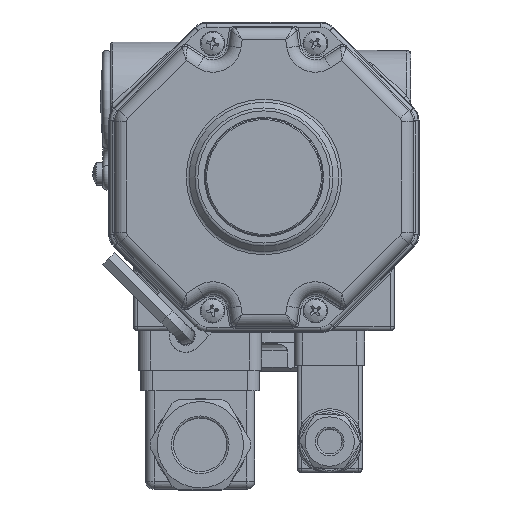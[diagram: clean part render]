
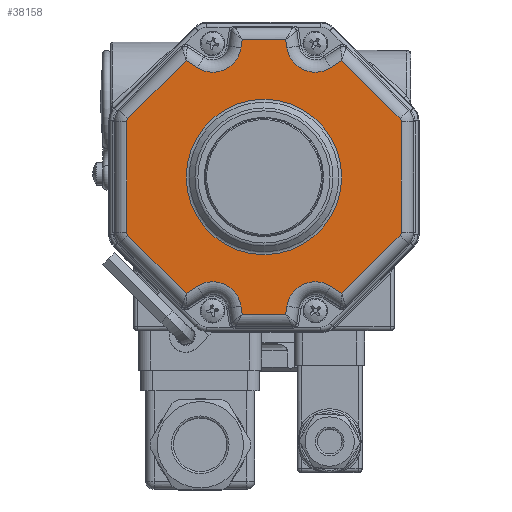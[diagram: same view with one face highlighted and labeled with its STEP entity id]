
A CAD part, top view. The second image highlights one B-rep face of the part: STEP entity #38158.
In plain terms, the highlighted face is planar.
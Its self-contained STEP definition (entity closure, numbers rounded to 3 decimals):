
#4068=LINE('',#79510,#6535);
#4071=LINE('',#79517,#6538);
#4072=LINE('',#79528,#6539);
#4075=LINE('',#79552,#6542);
#4076=LINE('',#79636,#6543);
#4079=LINE('',#79657,#6546);
#4080=LINE('',#79774,#6547);
#4083=LINE('',#79781,#6550);
#4084=LINE('',#79806,#6551);
#4087=LINE('',#79830,#6554);
#4088=LINE('',#79961,#6555);
#4091=LINE('',#79968,#6558);
#4092=LINE('',#80038,#6559);
#4095=LINE('',#80045,#6562);
#4096=LINE('',#80076,#6563);
#4099=LINE('',#80096,#6566);
#6535=VECTOR('',#60643,1000.);
#6538=VECTOR('',#60650,1000.);
#6539=VECTOR('',#60663,1000.);
#6542=VECTOR('',#60670,1000.);
#6543=VECTOR('',#60683,1000.);
#6546=VECTOR('',#60688,1000.);
#6547=VECTOR('',#60697,1000.);
#6550=VECTOR('',#60704,1000.);
#6551=VECTOR('',#60715,1000.);
#6554=VECTOR('',#60722,1000.);
#6555=VECTOR('',#60729,1000.);
#6558=VECTOR('',#60736,1000.);
#6559=VECTOR('',#60751,1000.);
#6562=VECTOR('',#60758,1000.);
#6563=VECTOR('',#60777,1000.);
#6566=VECTOR('',#60782,1000.);
#15395=ORIENTED_EDGE('',*,*,#22341,.T.);
#15396=ORIENTED_EDGE('',*,*,#22520,.T.);
#15397=ORIENTED_EDGE('',*,*,#22331,.T.);
#15398=ORIENTED_EDGE('',*,*,#22327,.T.);
#15399=ORIENTED_EDGE('',*,*,#22333,.T.);
#15400=ORIENTED_EDGE('',*,*,#22336,.T.);
#15401=ORIENTED_EDGE('',*,*,#22343,.T.);
#15402=ORIENTED_EDGE('',*,*,#22348,.T.);
#15403=ORIENTED_EDGE('',*,*,#22358,.T.);
#15404=ORIENTED_EDGE('',*,*,#22364,.T.);
#15405=ORIENTED_EDGE('',*,*,#22367,.T.);
#15406=ORIENTED_EDGE('',*,*,#22378,.T.);
#15407=ORIENTED_EDGE('',*,*,#22389,.T.);
#15408=ORIENTED_EDGE('',*,*,#22395,.T.);
#15409=ORIENTED_EDGE('',*,*,#22401,.T.);
#15410=ORIENTED_EDGE('',*,*,#22405,.T.);
#15411=ORIENTED_EDGE('',*,*,#22399,.T.);
#15412=ORIENTED_EDGE('',*,*,#22393,.T.);
#15413=ORIENTED_EDGE('',*,*,#22387,.T.);
#15414=ORIENTED_EDGE('',*,*,#22382,.T.);
#15415=ORIENTED_EDGE('',*,*,#22372,.T.);
#15416=ORIENTED_EDGE('',*,*,#22521,.T.);
#15417=ORIENTED_EDGE('',*,*,#22362,.T.);
#15418=ORIENTED_EDGE('',*,*,#22352,.T.);
#15419=ORIENTED_EDGE('',*,*,#22522,.T.);
#22327=EDGE_CURVE('',#26390,#26392,#4068,.T.);
#22331=EDGE_CURVE('',#26393,#26390,#4071,.T.);
#22333=EDGE_CURVE('',#26392,#26396,#29307,.T.);
#22336=EDGE_CURVE('',#26396,#26398,#4072,.T.);
#22341=EDGE_CURVE('',#26399,#26402,#4075,.T.);
#22343=EDGE_CURVE('',#26398,#26404,#29312,.T.);
#22348=EDGE_CURVE('',#26404,#26407,#4076,.T.);
#22352=EDGE_CURVE('',#26408,#26399,#4079,.T.);
#22358=EDGE_CURVE('',#26407,#26413,#4080,.T.);
#22362=EDGE_CURVE('',#26414,#26408,#4083,.T.);
#22364=EDGE_CURVE('',#26413,#26417,#29320,.T.);
#22367=EDGE_CURVE('',#26417,#26419,#4084,.T.);
#22372=EDGE_CURVE('',#26420,#26423,#4087,.T.);
#22378=EDGE_CURVE('',#26419,#26427,#4088,.T.);
#22382=EDGE_CURVE('',#26428,#26420,#4091,.T.);
#22387=EDGE_CURVE('',#26431,#26428,#29329,.T.);
#22389=EDGE_CURVE('',#26427,#26434,#4092,.T.);
#22393=EDGE_CURVE('',#26435,#26431,#4095,.T.);
#22395=EDGE_CURVE('',#26434,#26438,#29333,.T.);
#22399=EDGE_CURVE('',#26439,#26435,#29337,.T.);
#22401=EDGE_CURVE('',#26438,#26442,#4096,.T.);
#22405=EDGE_CURVE('',#26442,#26439,#4099,.T.);
#22520=EDGE_CURVE('',#26402,#26393,#29372,.T.);
#22521=EDGE_CURVE('',#26423,#26414,#29373,.T.);
#22522=EDGE_CURVE('',#26506,#26506,#29374,.T.);
#26390=VERTEX_POINT('',#79490);
#26392=VERTEX_POINT('',#79509);
#26393=VERTEX_POINT('',#79514);
#26396=VERTEX_POINT('',#79521);
#26398=VERTEX_POINT('',#79527);
#26399=VERTEX_POINT('',#79546);
#26402=VERTEX_POINT('',#79551);
#26404=VERTEX_POINT('',#79556);
#26407=VERTEX_POINT('',#79635);
#26408=VERTEX_POINT('',#79654);
#26413=VERTEX_POINT('',#79773);
#26414=VERTEX_POINT('',#79778);
#26417=VERTEX_POINT('',#79785);
#26419=VERTEX_POINT('',#79805);
#26420=VERTEX_POINT('',#79824);
#26423=VERTEX_POINT('',#79829);
#26427=VERTEX_POINT('',#79960);
#26428=VERTEX_POINT('',#79965);
#26431=VERTEX_POINT('',#80030);
#26434=VERTEX_POINT('',#80037);
#26435=VERTEX_POINT('',#80042);
#26438=VERTEX_POINT('',#80049);
#26439=VERTEX_POINT('',#80054);
#26442=VERTEX_POINT('',#80075);
#26506=VERTEX_POINT('',#80362);
#29307=CIRCLE('',#50869,1.);
#29312=CIRCLE('',#50877,1.);
#29320=CIRCLE('',#50890,7.);
#29329=CIRCLE('',#50904,1.);
#29333=CIRCLE('',#50911,7.);
#29337=CIRCLE('',#50916,1.);
#29372=CIRCLE('',#51003,7.);
#29373=CIRCLE('',#51004,7.);
#29374=CIRCLE('',#51005,18.914);
#31876=EDGE_LOOP('',(#15395,#15396,#15397,#15398,#15399,#15400,#15401,#15402,
#15403,#15404,#15405,#15406,#15407,#15408,#15409,#15410,#15411,#15412,#15413,
#15414,#15415,#15416,#15417,#15418));
#31877=EDGE_LOOP('',(#15419));
#34742=FACE_BOUND('',#31876,.T.);
#34743=FACE_BOUND('',#31877,.T.);
#36024=PLANE('',#51002);
#38158=ADVANCED_FACE('',(#34742,#34743),#36024,.T.);
#50869=AXIS2_PLACEMENT_3D('',#79522,#60655,#60656);
#50877=AXIS2_PLACEMENT_3D('',#79557,#60675,#60676);
#50890=AXIS2_PLACEMENT_3D('',#79786,#60709,#60710);
#50904=AXIS2_PLACEMENT_3D('',#80033,#60745,#60746);
#50911=AXIS2_PLACEMENT_3D('',#80050,#60763,#60764);
#50916=AXIS2_PLACEMENT_3D('',#80057,#60773,#60774);
#51002=AXIS2_PLACEMENT_3D('',#80358,#61029,#61030);
#51003=AXIS2_PLACEMENT_3D('',#80359,#61031,#61032);
#51004=AXIS2_PLACEMENT_3D('',#80360,#61033,#61034);
#51005=AXIS2_PLACEMENT_3D('',#80361,#61035,#61036);
#60643=DIRECTION('',(-0.707,0.,0.707));
#60650=DIRECTION('',(-0.844,0.,-0.536));
#60655=DIRECTION('',(0.,1.,0.));
#60656=DIRECTION('',(0.,0.,1.));
#60663=DIRECTION('',(0.,0.,1.));
#60670=DIRECTION('',(-0.156,0.,0.988));
#60675=DIRECTION('',(0.,1.,0.));
#60676=DIRECTION('',(0.,0.,1.));
#60683=DIRECTION('',(0.707,0.,0.707));
#60688=DIRECTION('',(-1.,0.,0.));
#60697=DIRECTION('',(0.844,0.,-0.536));
#60704=DIRECTION('',(-0.156,0.,-0.988));
#60709=DIRECTION('',(0.,-1.,0.));
#60710=DIRECTION('',(0.,0.,1.));
#60715=DIRECTION('',(0.156,0.,0.988));
#60722=DIRECTION('',(-0.844,0.,0.536));
#60729=DIRECTION('',(1.,0.,0.));
#60736=DIRECTION('',(-0.707,0.,-0.707));
#60745=DIRECTION('',(0.,1.,0.));
#60746=DIRECTION('',(0.,0.,1.));
#60751=DIRECTION('',(0.156,0.,-0.988));
#60758=DIRECTION('',(0.,0.,-1.));
#60763=DIRECTION('',(0.,-1.,0.));
#60764=DIRECTION('',(0.,0.,1.));
#60773=DIRECTION('',(0.,1.,0.));
#60774=DIRECTION('',(0.,0.,1.));
#60777=DIRECTION('',(0.844,0.,0.536));
#60782=DIRECTION('',(0.707,0.,-0.707));
#61029=DIRECTION('',(0.,1.,0.));
#61030=DIRECTION('',(0.,0.,1.));
#61031=DIRECTION('',(0.,-1.,0.));
#61032=DIRECTION('',(0.,0.,1.));
#61033=DIRECTION('',(0.,-1.,0.));
#61034=DIRECTION('',(0.,0.,1.));
#61035=DIRECTION('',(0.,-1.,0.));
#61036=DIRECTION('',(0.,0.,1.));
#79490=CARTESIAN_POINT('',(-18.939,26.,-28.296));
#79509=CARTESIAN_POINT('',(-33.107,26.,-14.128));
#79510=CARTESIAN_POINT('',(-33.107,26.,-14.128));
#79514=CARTESIAN_POINT('',(-16.251,26.,-26.59));
#79517=CARTESIAN_POINT('',(-20.292,26.,-29.154));
#79521=CARTESIAN_POINT('',(-33.4,26.,-13.421));
#79522=CARTESIAN_POINT('',(-32.4,26.,-13.421));
#79527=CARTESIAN_POINT('',(-33.4,26.,13.421));
#79528=CARTESIAN_POINT('',(-33.4,26.,13.421));
#79546=CARTESIAN_POINT('',(-5.27,26.,-33.4));
#79551=CARTESIAN_POINT('',(-5.586,26.,-31.405));
#79552=CARTESIAN_POINT('',(-10.302,26.,-1.632));
#79556=CARTESIAN_POINT('',(-33.107,26.,14.128));
#79557=CARTESIAN_POINT('',(-32.4,26.,13.421));
#79635=CARTESIAN_POINT('',(-18.939,26.,28.296));
#79636=CARTESIAN_POINT('',(-17.806,26.,29.429));
#79654=CARTESIAN_POINT('',(5.27,26.,-33.4));
#79657=CARTESIAN_POINT('',(-6.978,26.,-33.4));
#79773=CARTESIAN_POINT('',(-16.251,26.,26.59));
#79774=CARTESIAN_POINT('',(7.364,26.,11.603));
#79778=CARTESIAN_POINT('',(5.586,26.,-31.405));
#79781=CARTESIAN_POINT('',(5.003,26.,-35.087));
#79785=CARTESIAN_POINT('',(-5.586,26.,31.405));
#79786=CARTESIAN_POINT('',(-12.5,26.,32.5));
#79805=CARTESIAN_POINT('',(-5.27,26.,33.4));
#79806=CARTESIAN_POINT('',(-5.003,26.,35.087));
#79824=CARTESIAN_POINT('',(18.939,26.,-28.296));
#79829=CARTESIAN_POINT('',(16.251,26.,-26.59));
#79830=CARTESIAN_POINT('',(-7.364,26.,-11.603));
#79960=CARTESIAN_POINT('',(5.27,26.,33.4));
#79961=CARTESIAN_POINT('',(6.978,26.,33.4));
#79965=CARTESIAN_POINT('',(33.107,26.,-14.128));
#79968=CARTESIAN_POINT('',(17.806,26.,-29.429));
#80030=CARTESIAN_POINT('',(33.4,26.,-13.421));
#80033=CARTESIAN_POINT('',(32.4,26.,-13.421));
#80037=CARTESIAN_POINT('',(5.586,26.,31.405));
#80038=CARTESIAN_POINT('',(10.302,26.,1.632));
#80042=CARTESIAN_POINT('',(33.4,26.,13.421));
#80045=CARTESIAN_POINT('',(33.4,26.,-13.421));
#80049=CARTESIAN_POINT('',(16.251,26.,26.59));
#80050=CARTESIAN_POINT('',(12.5,26.,32.5));
#80054=CARTESIAN_POINT('',(33.107,26.,14.128));
#80057=CARTESIAN_POINT('',(32.4,26.,13.421));
#80075=CARTESIAN_POINT('',(18.939,26.,28.296));
#80076=CARTESIAN_POINT('',(20.292,26.,29.154));
#80096=CARTESIAN_POINT('',(33.107,26.,14.128));
#80358=CARTESIAN_POINT('',(0.,26.,0.));
#80359=CARTESIAN_POINT('',(-12.5,26.,-32.5));
#80360=CARTESIAN_POINT('',(12.5,26.,-32.5));
#80361=CARTESIAN_POINT('',(0.,26.,0.));
#80362=CARTESIAN_POINT('',(0.,26.,18.914));
